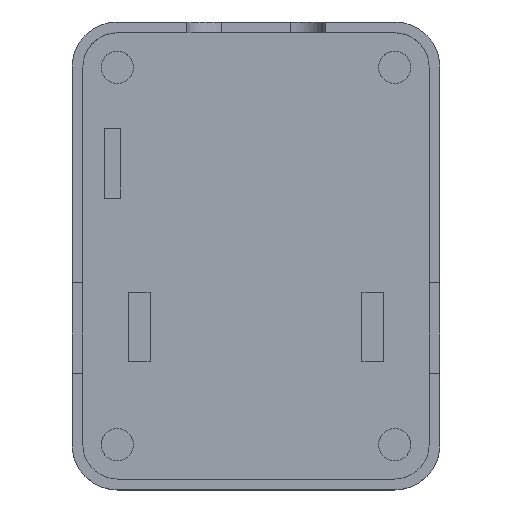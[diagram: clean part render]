
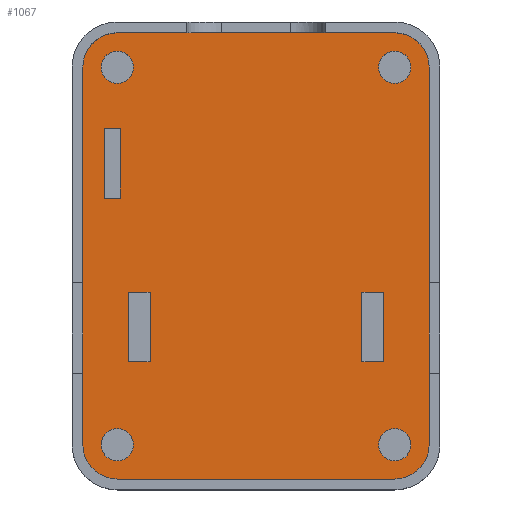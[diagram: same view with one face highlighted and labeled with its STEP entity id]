
A CAD part, top view. The second image highlights one B-rep face of the part: STEP entity #1067.
In plain terms, the highlighted planar face has unit normal (0, 0, 1).
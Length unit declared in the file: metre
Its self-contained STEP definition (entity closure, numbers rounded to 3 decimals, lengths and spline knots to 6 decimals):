
#30=LINE('',#1575,#150);
#31=LINE('',#1579,#151);
#32=LINE('',#1583,#152);
#33=LINE('',#1587,#153);
#34=LINE('',#1589,#154);
#35=LINE('',#1591,#155);
#36=LINE('',#1594,#156);
#37=LINE('',#1597,#157);
#38=LINE('',#1599,#158);
#39=LINE('',#1601,#159);
#40=LINE('',#1602,#160);
#41=LINE('',#1605,#161);
#42=LINE('',#1607,#162);
#43=LINE('',#1609,#163);
#44=LINE('',#1610,#164);
#45=LINE('',#1613,#165);
#46=LINE('',#1615,#166);
#47=LINE('',#1617,#167);
#150=VECTOR('',#1256,1.);
#151=VECTOR('',#1259,1.);
#152=VECTOR('',#1262,1.);
#153=VECTOR('',#1265,1.);
#154=VECTOR('',#1266,1.);
#155=VECTOR('',#1267,1.);
#156=VECTOR('',#1270,1.);
#157=VECTOR('',#1271,1.);
#158=VECTOR('',#1272,1.);
#159=VECTOR('',#1273,1.);
#160=VECTOR('',#1274,1.);
#161=VECTOR('',#1275,1.);
#162=VECTOR('',#1276,1.);
#163=VECTOR('',#1277,1.);
#164=VECTOR('',#1278,1.);
#165=VECTOR('',#1279,1.);
#166=VECTOR('',#1280,1.);
#167=VECTOR('',#1281,1.);
#270=ORIENTED_EDGE('',*,*,#578,.T.);
#271=ORIENTED_EDGE('',*,*,#579,.F.);
#272=ORIENTED_EDGE('',*,*,#580,.F.);
#273=ORIENTED_EDGE('',*,*,#581,.T.);
#274=ORIENTED_EDGE('',*,*,#582,.T.);
#275=ORIENTED_EDGE('',*,*,#583,.T.);
#276=ORIENTED_EDGE('',*,*,#584,.T.);
#277=ORIENTED_EDGE('',*,*,#585,.T.);
#278=ORIENTED_EDGE('',*,*,#586,.F.);
#279=ORIENTED_EDGE('',*,*,#587,.T.);
#280=ORIENTED_EDGE('',*,*,#588,.F.);
#281=ORIENTED_EDGE('',*,*,#589,.F.);
#282=ORIENTED_EDGE('',*,*,#590,.F.);
#283=ORIENTED_EDGE('',*,*,#591,.T.);
#284=ORIENTED_EDGE('',*,*,#592,.F.);
#285=ORIENTED_EDGE('',*,*,#593,.T.);
#286=ORIENTED_EDGE('',*,*,#594,.T.);
#287=ORIENTED_EDGE('',*,*,#595,.F.);
#288=ORIENTED_EDGE('',*,*,#596,.T.);
#289=ORIENTED_EDGE('',*,*,#597,.T.);
#290=ORIENTED_EDGE('',*,*,#598,.F.);
#291=ORIENTED_EDGE('',*,*,#599,.F.);
#292=ORIENTED_EDGE('',*,*,#600,.F.);
#293=ORIENTED_EDGE('',*,*,#601,.T.);
#294=ORIENTED_EDGE('',*,*,#602,.T.);
#295=ORIENTED_EDGE('',*,*,#603,.F.);
#578=EDGE_CURVE('',#732,#732,#834,.T.);
#579=EDGE_CURVE('',#733,#733,#835,.T.);
#580=EDGE_CURVE('',#734,#734,#836,.T.);
#581=EDGE_CURVE('',#735,#736,#837,.T.);
#582=EDGE_CURVE('',#736,#737,#30,.T.);
#583=EDGE_CURVE('',#737,#738,#838,.T.);
#584=EDGE_CURVE('',#738,#739,#31,.T.);
#585=EDGE_CURVE('',#739,#740,#839,.T.);
#586=EDGE_CURVE('',#741,#740,#32,.T.);
#587=EDGE_CURVE('',#741,#742,#840,.T.);
#588=EDGE_CURVE('',#743,#742,#33,.T.);
#589=EDGE_CURVE('',#744,#743,#34,.T.);
#590=EDGE_CURVE('',#735,#744,#35,.T.);
#591=EDGE_CURVE('',#745,#745,#841,.T.);
#592=EDGE_CURVE('',#746,#747,#36,.T.);
#593=EDGE_CURVE('',#746,#748,#37,.T.);
#594=EDGE_CURVE('',#748,#749,#38,.T.);
#595=EDGE_CURVE('',#747,#749,#39,.T.);
#596=EDGE_CURVE('',#750,#751,#40,.T.);
#597=EDGE_CURVE('',#751,#752,#41,.T.);
#598=EDGE_CURVE('',#753,#752,#42,.T.);
#599=EDGE_CURVE('',#750,#753,#43,.T.);
#600=EDGE_CURVE('',#754,#755,#44,.T.);
#601=EDGE_CURVE('',#754,#756,#45,.T.);
#602=EDGE_CURVE('',#756,#757,#46,.T.);
#603=EDGE_CURVE('',#755,#757,#47,.T.);
#732=VERTEX_POINT('',#1567);
#733=VERTEX_POINT('',#1569);
#734=VERTEX_POINT('',#1571);
#735=VERTEX_POINT('',#1573);
#736=VERTEX_POINT('',#1574);
#737=VERTEX_POINT('',#1576);
#738=VERTEX_POINT('',#1578);
#739=VERTEX_POINT('',#1580);
#740=VERTEX_POINT('',#1582);
#741=VERTEX_POINT('',#1584);
#742=VERTEX_POINT('',#1586);
#743=VERTEX_POINT('',#1588);
#744=VERTEX_POINT('',#1590);
#745=VERTEX_POINT('',#1593);
#746=VERTEX_POINT('',#1595);
#747=VERTEX_POINT('',#1596);
#748=VERTEX_POINT('',#1598);
#749=VERTEX_POINT('',#1600);
#750=VERTEX_POINT('',#1603);
#751=VERTEX_POINT('',#1604);
#752=VERTEX_POINT('',#1606);
#753=VERTEX_POINT('',#1608);
#754=VERTEX_POINT('',#1611);
#755=VERTEX_POINT('',#1612);
#756=VERTEX_POINT('',#1614);
#757=VERTEX_POINT('',#1616);
#834=CIRCLE('',#1146,0.0015);
#835=CIRCLE('',#1147,0.0015);
#836=CIRCLE('',#1148,0.0015);
#837=CIRCLE('',#1149,0.0032);
#838=CIRCLE('',#1150,0.0032);
#839=CIRCLE('',#1151,0.0032);
#840=CIRCLE('',#1152,0.0032);
#841=CIRCLE('',#1153,0.0015);
#868=EDGE_LOOP('',(#270));
#869=EDGE_LOOP('',(#271));
#870=EDGE_LOOP('',(#272));
#871=EDGE_LOOP('',(#273,#274,#275,#276,#277,#278,#279,#280,#281,#282));
#872=EDGE_LOOP('',(#283));
#873=EDGE_LOOP('',(#284,#285,#286,#287));
#874=EDGE_LOOP('',(#288,#289,#290,#291));
#875=EDGE_LOOP('',(#292,#293,#294,#295));
#944=FACE_BOUND('',#868,.T.);
#945=FACE_BOUND('',#869,.T.);
#946=FACE_BOUND('',#870,.T.);
#947=FACE_BOUND('',#871,.T.);
#948=FACE_BOUND('',#872,.T.);
#949=FACE_BOUND('',#873,.T.);
#950=FACE_BOUND('',#874,.T.);
#951=FACE_BOUND('',#875,.T.);
#1020=PLANE('',#1145);
#1067=ADVANCED_FACE('',(#944,#945,#946,#947,#948,#949,#950,#951),#1020,
 .T.);
#1145=AXIS2_PLACEMENT_3D('',#1565,#1246,#1247);
#1146=AXIS2_PLACEMENT_3D('',#1566,#1248,#1249);
#1147=AXIS2_PLACEMENT_3D('',#1568,#1250,#1251);
#1148=AXIS2_PLACEMENT_3D('',#1570,#1252,#1253);
#1149=AXIS2_PLACEMENT_3D('',#1572,#1254,#1255);
#1150=AXIS2_PLACEMENT_3D('',#1577,#1257,#1258);
#1151=AXIS2_PLACEMENT_3D('',#1581,#1260,#1261);
#1152=AXIS2_PLACEMENT_3D('',#1585,#1263,#1264);
#1153=AXIS2_PLACEMENT_3D('',#1592,#1268,#1269);
#1246=DIRECTION('',(0.,0.,1.));
#1247=DIRECTION('',(1.,0.,0.));
#1248=DIRECTION('',(0.,0.,-1.));
#1249=DIRECTION('',(1.,0.,0.));
#1250=DIRECTION('',(0.,0.,1.));
#1251=DIRECTION('',(1.,0.,0.));
#1252=DIRECTION('',(0.,0.,1.));
#1253=DIRECTION('',(1.,0.,0.));
#1254=DIRECTION('',(0.,0.,1.));
#1255=DIRECTION('',(1.,0.,0.));
#1256=DIRECTION('',(0.,-1.,0.));
#1257=DIRECTION('',(0.,0.,1.));
#1258=DIRECTION('',(1.,0.,0.));
#1259=DIRECTION('',(1.,0.,0.));
#1260=DIRECTION('',(0.,0.,1.));
#1261=DIRECTION('',(1.,0.,0.));
#1262=DIRECTION('',(0.,-1.,0.));
#1263=DIRECTION('',(0.,0.,1.));
#1264=DIRECTION('',(1.,0.,0.));
#1265=DIRECTION('',(1.,0.,0.));
#1266=DIRECTION('',(1.,0.,0.));
#1267=DIRECTION('',(1.,0.,0.));
#1268=DIRECTION('',(0.,0.,-1.));
#1269=DIRECTION('',(1.,0.,0.));
#1270=DIRECTION('',(-1.,0.,0.));
#1271=DIRECTION('',(0.,-1.,0.));
#1272=DIRECTION('',(-1.,0.,0.));
#1273=DIRECTION('',(0.,-1.,0.));
#1274=DIRECTION('',(0.,1.,0.));
#1275=DIRECTION('',(1.,0.,0.));
#1276=DIRECTION('',(0.,1.,0.));
#1277=DIRECTION('',(1.,0.,0.));
#1278=DIRECTION('',(0.,1.,0.));
#1279=DIRECTION('',(-1.,0.,0.));
#1280=DIRECTION('',(0.,1.,0.));
#1281=DIRECTION('',(-1.,0.,0.));
#1565=CARTESIAN_POINT('',(0.,0.,0.));
#1566=CARTESIAN_POINT('',(-0.0129,-0.01755,0.));
#1567=CARTESIAN_POINT('',(-0.0114,-0.01755,0.));
#1568=CARTESIAN_POINT('',(0.0129,-0.01755,0.));
#1569=CARTESIAN_POINT('',(0.0144,-0.01755,0.));
#1570=CARTESIAN_POINT('',(-0.0129,0.01755,0.));
#1571=CARTESIAN_POINT('',(-0.0114,0.01755,0.));
#1572=CARTESIAN_POINT('',(-0.0129,0.01755,0.));
#1573=CARTESIAN_POINT('',(-0.0129,0.02075,0.));
#1574=CARTESIAN_POINT('',(-0.0161,0.01755,0.));
#1575=CARTESIAN_POINT('',(-0.0161,0.,0.));
#1576=CARTESIAN_POINT('',(-0.0161,-0.01755,0.));
#1577=CARTESIAN_POINT('',(-0.0129,-0.01755,0.));
#1578=CARTESIAN_POINT('',(-0.0129,-0.02075,0.));
#1579=CARTESIAN_POINT('',(0.,-0.02075,0.));
#1580=CARTESIAN_POINT('',(0.0129,-0.02075,0.));
#1581=CARTESIAN_POINT('',(0.0129,-0.01755,0.));
#1582=CARTESIAN_POINT('',(0.0161,-0.01755,0.));
#1583=CARTESIAN_POINT('',(0.0161,0.,0.));
#1584=CARTESIAN_POINT('',(0.0161,0.01755,0.));
#1585=CARTESIAN_POINT('',(0.0129,0.01755,0.));
#1586=CARTESIAN_POINT('',(0.0129,0.02075,0.));
#1587=CARTESIAN_POINT('',(0.,0.02075,0.));
#1588=CARTESIAN_POINT('',(0.005315,0.02075,0.));
#1589=CARTESIAN_POINT('',(0.,0.02075,0.));
#1590=CARTESIAN_POINT('',(-0.005315,0.02075,0.));
#1591=CARTESIAN_POINT('',(0.,0.02075,0.));
#1592=CARTESIAN_POINT('',(0.0129,0.01755,0.));
#1593=CARTESIAN_POINT('',(0.0144,0.01755,0.));
#1594=CARTESIAN_POINT('',(-0.013375,0.011885,0.));
#1595=CARTESIAN_POINT('',(-0.012625,0.011885,0.));
#1596=CARTESIAN_POINT('',(-0.014125,0.011885,0.));
#1597=CARTESIAN_POINT('',(-0.012625,0.008635,0.));
#1598=CARTESIAN_POINT('',(-0.012625,0.005385,0.));
#1599=CARTESIAN_POINT('',(-0.013375,0.005385,0.));
#1600=CARTESIAN_POINT('',(-0.014125,0.005385,0.));
#1601=CARTESIAN_POINT('',(-0.014125,0.008635,0.));
#1602=CARTESIAN_POINT('',(0.00985,-0.0066,0.));
#1603=CARTESIAN_POINT('',(0.00985,-0.00985,0.));
#1604=CARTESIAN_POINT('',(0.00985,-0.00335,0.));
#1605=CARTESIAN_POINT('',(0.01085,-0.00335,0.));
#1606=CARTESIAN_POINT('',(0.01185,-0.00335,0.));
#1607=CARTESIAN_POINT('',(0.01185,-0.0066,0.));
#1608=CARTESIAN_POINT('',(0.01185,-0.00985,0.));
#1609=CARTESIAN_POINT('',(0.01085,-0.00985,0.));
#1610=CARTESIAN_POINT('',(-0.00985,-0.0066,0.));
#1611=CARTESIAN_POINT('',(-0.00985,-0.00985,0.));
#1612=CARTESIAN_POINT('',(-0.00985,-0.00335,0.));
#1613=CARTESIAN_POINT('',(-0.01085,-0.00985,0.));
#1614=CARTESIAN_POINT('',(-0.01185,-0.00985,0.));
#1615=CARTESIAN_POINT('',(-0.01185,-0.0066,0.));
#1616=CARTESIAN_POINT('',(-0.01185,-0.00335,0.));
#1617=CARTESIAN_POINT('',(-0.01085,-0.00335,0.));
